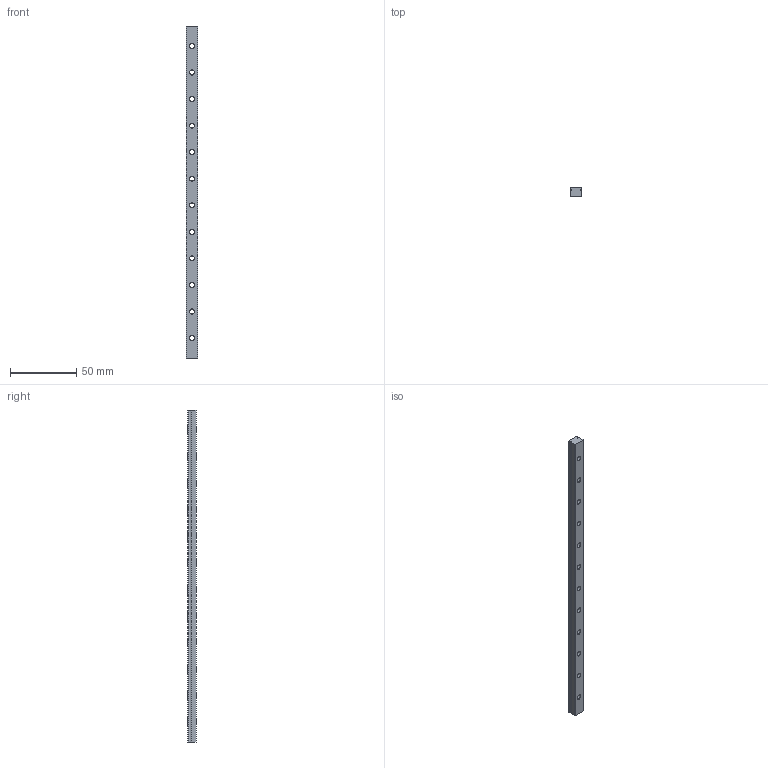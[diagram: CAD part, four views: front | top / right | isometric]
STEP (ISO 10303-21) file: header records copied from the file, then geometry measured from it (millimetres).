
FILE_DESCRIPTION (( 'STEP AP214' ), '1' );
FILE_NAME ('MGN9.STEP', '2025-09-18T19:07:34', ( '' ), ( '' ), 'SwSTEP 2.0', 'SolidWorks 2024', '' );
FILE_SCHEMA (( 'AUTOMOTIVE_DESIGN' ));
Length unit declared in the file: millimetre
Products named in the file (1): MGN9_По умолчанию
Bounding box: 9 x 6.5 x 250 mm (x, y, z)
Volume: 12262.6 mm3; surface area: 9615.4 mm2
Topology: 1 solids, 1 shells, 130 faces, 300 edges, 184 vertices
Faces by surface type: cylinder 52, cone 48, plane 30
Entity records: 3763 total; most frequent: DIRECTION 714, CARTESIAN_POINT 615, ORIENTED_EDGE 600, EDGE_CURVE 300, AXIS2_PLACEMENT_3D 283, VERTEX_POINT 184, EDGE_LOOP 166, CIRCLE 152
